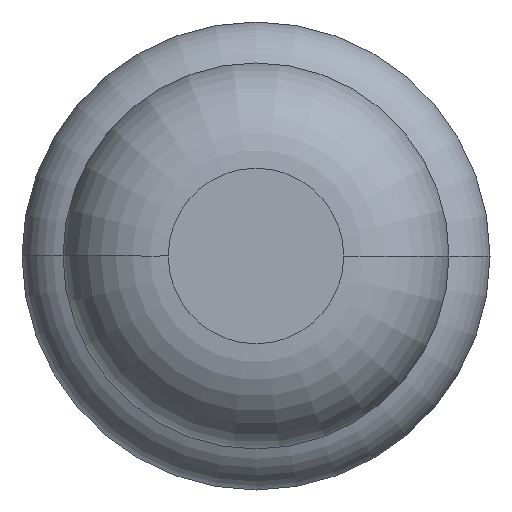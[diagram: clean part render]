
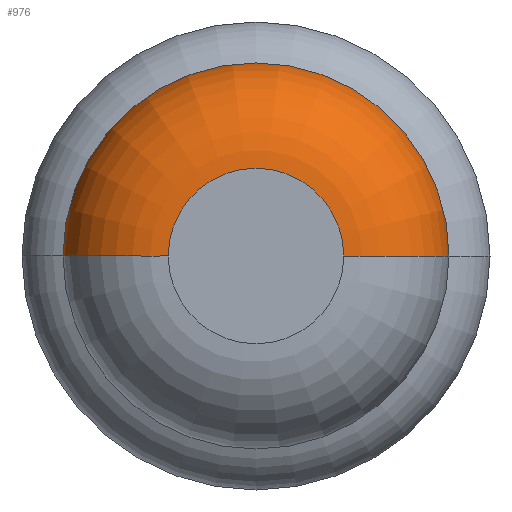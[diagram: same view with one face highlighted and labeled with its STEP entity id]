
A CAD part, front view. The second image highlights one B-rep face of the part: STEP entity #976.
In plain terms, the highlighted toroidal (fillet/blend) face has major radius 0.375 mm and minor radius 0.45 mm.
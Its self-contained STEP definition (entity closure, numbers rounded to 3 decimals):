
#21 = CARTESIAN_POINT ( 'NONE',  ( 0.825, -31.55, 0. ) ) ;
#120 = CIRCLE ( 'NONE', #1849, 0.825 ) ;
#159 = DIRECTION ( 'NONE',  ( 1., 0., 0. ) ) ;
#201 = EDGE_CURVE ( 'Defeature ausgef�hrt4_6+Defeature ausgef�hrt4_7+Defeature ausgef�hrt4_7+Defeature ausgef�hrt4_7', #550, #2778, #405, .T. ) ;
#218 = CARTESIAN_POINT ( 'NONE',  ( 0., -31.55, 0. ) ) ;
#261 = EDGE_LOOP ( 'NONE', ( #546, #3382, #2005, #731 ) ) ;
#405 = CIRCLE ( 'NONE', #704, 0.375 ) ;
#523 = DIRECTION ( 'NONE',  ( 0., -1., 0. ) ) ;
#535 = CARTESIAN_POINT ( 'NONE',  ( 0.375, -31.55, 0. ) ) ;
#546 = ORIENTED_EDGE ( 'NONE', *, *, #847, .T. ) ;
#550 = VERTEX_POINT ( 'NONE', #2895 ) ;
#669 = CARTESIAN_POINT ( 'NONE',  ( -0.375, -31.55, 0. ) ) ;
#690 = CARTESIAN_POINT ( 'NONE',  ( -0.825, -31.55, 0. ) ) ;
#704 = AXIS2_PLACEMENT_3D ( 'NONE', #766, #3206, #1275 ) ;
#731 = ORIENTED_EDGE ( 'NONE', *, *, #825, .F. ) ;
#744 = FACE_OUTER_BOUND ( 'NONE', #261, .T. ) ;
#766 = CARTESIAN_POINT ( 'NONE',  ( 0., -32., 0. ) ) ;
#825 = EDGE_CURVE ( 'NONE', #985, #550, #1507, .T. ) ;
#847 = EDGE_CURVE ( 'Defeature ausgef�hrt4_7+Defeature ausgef�hrt4_8+Defeature ausgef�hrt4_8+Defeature ausgef�hrt4_8', #985, #2640, #120, .T. ) ;
#918 = AXIS2_PLACEMENT_3D ( 'NONE', #218, #2121, #2402 ) ;
#976 = ADVANCED_FACE ( 'Defeature ausgef�hrt4_7', ( #744 ), #2581, .T. ) ;
#985 = VERTEX_POINT ( 'NONE', #21 ) ;
#1275 = DIRECTION ( 'NONE',  ( 1., 0., 0. ) ) ;
#1331 = EDGE_CURVE ( 'NONE', #2640, #2778, #1852, .T. ) ;
#1477 = AXIS2_PLACEMENT_3D ( 'NONE', #535, #2439, #2987 ) ;
#1507 = CIRCLE ( 'NONE', #1477, 0.45 ) ;
#1704 = AXIS2_PLACEMENT_3D ( 'NONE', #669, #2320, #159 ) ;
#1846 = CARTESIAN_POINT ( 'NONE',  ( -0.375, -32., 0. ) ) ;
#1849 = AXIS2_PLACEMENT_3D ( 'NONE', #1878, #523, #3279 ) ;
#1852 = CIRCLE ( 'NONE', #1704, 0.45 ) ;
#1878 = CARTESIAN_POINT ( 'NONE',  ( 0., -31.55, 0. ) ) ;
#2005 = ORIENTED_EDGE ( 'NONE', *, *, #201, .F. ) ;
#2121 = DIRECTION ( 'NONE',  ( 0., -1., 0. ) ) ;
#2320 = DIRECTION ( 'NONE',  ( 0., 0., 1. ) ) ;
#2402 = DIRECTION ( 'NONE',  ( 1., 0., 0. ) ) ;
#2439 = DIRECTION ( 'NONE',  ( 0., 0., -1. ) ) ;
#2581 = TOROIDAL_SURFACE ( 'NONE', #918, 0.375, 0.45 ) ;
#2640 = VERTEX_POINT ( 'NONE', #690 ) ;
#2778 = VERTEX_POINT ( 'NONE', #1846 ) ;
#2895 = CARTESIAN_POINT ( 'NONE',  ( 0.375, -32., 0. ) ) ;
#2987 = DIRECTION ( 'NONE',  ( -1., 0., 0. ) ) ;
#3206 = DIRECTION ( 'NONE',  ( 0., -1., 0. ) ) ;
#3279 = DIRECTION ( 'NONE',  ( 1., 0., 0. ) ) ;
#3382 = ORIENTED_EDGE ( 'NONE', *, *, #1331, .T. ) ;
